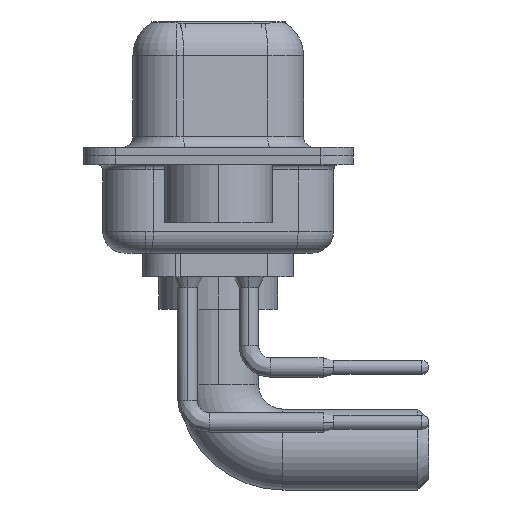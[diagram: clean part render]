
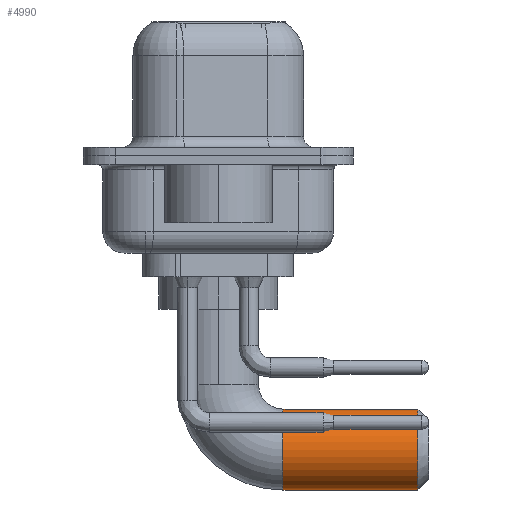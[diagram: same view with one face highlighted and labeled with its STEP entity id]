
A CAD part, left-side view. The second image highlights one B-rep face of the part: STEP entity #4990.
In plain terms, the highlighted cylindrical face has radius 1.875 mm (diameter 3.75 mm), a partial arc.
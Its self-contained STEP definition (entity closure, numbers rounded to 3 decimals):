
#394 = DIRECTION ( 'NONE',  ( -1., 0., 0. ) ) ;
#1195 = EDGE_CURVE ( 'NONE', #7426, #17737, #16538, .T. ) ;
#1417 = CARTESIAN_POINT ( 'NONE',  ( 0., -9.25, -6.5 ) ) ;
#3395 = ORIENTED_EDGE ( 'NONE', *, *, #9843, .T. ) ;
#4876 = CARTESIAN_POINT ( 'NONE',  ( 0., -3., -6.5 ) ) ;
#4990 = ADVANCED_FACE ( 'NONE', ( #7780 ), #5901, .T. ) ;
#5880 = VECTOR ( 'NONE', #11880, 1000. ) ;
#5901 = CYLINDRICAL_SURFACE ( 'NONE', #14529, 1.875 ) ;
#6163 = CARTESIAN_POINT ( 'NONE',  ( 0., -3., -8.375 ) ) ;
#6744 = CARTESIAN_POINT ( 'NONE',  ( 0., -3., -4.625 ) ) ;
#7426 = VERTEX_POINT ( 'NONE', #10323 ) ;
#7780 = FACE_OUTER_BOUND ( 'NONE', #15313, .T. ) ;
#7843 = CARTESIAN_POINT ( 'NONE',  ( 0., -9.25, -8.375 ) ) ;
#7893 = AXIS2_PLACEMENT_3D ( 'NONE', #11137, #16845, #394 ) ;
#8171 = ORIENTED_EDGE ( 'NONE', *, *, #17219, .T. ) ;
#8442 = VERTEX_POINT ( 'NONE', #13471 ) ;
#8562 = ORIENTED_EDGE ( 'NONE', *, *, #18362, .F. ) ;
#9843 = EDGE_CURVE ( 'NONE', #17737, #15680, #13282, .T. ) ;
#9938 = VECTOR ( 'NONE', #17981, 1000. ) ;
#10323 = CARTESIAN_POINT ( 'NONE',  ( 0., -3., -4.625 ) ) ;
#10705 = ORIENTED_EDGE ( 'NONE', *, *, #1195, .T. ) ;
#11137 = CARTESIAN_POINT ( 'NONE',  ( 0., -3., -6.5 ) ) ;
#11521 = DIRECTION ( 'NONE',  ( 0., 1., 0. ) ) ;
#11880 = DIRECTION ( 'NONE',  ( 0., -1., 0. ) ) ;
#11900 = DIRECTION ( 'NONE',  ( 0., 0., -1. ) ) ;
#13282 = LINE ( 'NONE', #6163, #5880 ) ;
#13471 = CARTESIAN_POINT ( 'NONE',  ( 0., -9.25, -4.625 ) ) ;
#14529 = AXIS2_PLACEMENT_3D ( 'NONE', #4876, #17419, #11900 ) ;
#15276 = LINE ( 'NONE', #6744, #9938 ) ;
#15313 = EDGE_LOOP ( 'NONE', ( #8562, #10705, #3395, #8171 ) ) ;
#15680 = VERTEX_POINT ( 'NONE', #7843 ) ;
#16235 = AXIS2_PLACEMENT_3D ( 'NONE', #1417, #11521, #17592 ) ;
#16254 = CIRCLE ( 'NONE', #16235, 1.875 ) ;
#16538 = CIRCLE ( 'NONE', #7893, 1.875 ) ;
#16845 = DIRECTION ( 'NONE',  ( 0., -1., 0. ) ) ;
#17219 = EDGE_CURVE ( 'NONE', #15680, #8442, #16254, .T. ) ;
#17419 = DIRECTION ( 'NONE',  ( 0., -1., 0. ) ) ;
#17592 = DIRECTION ( 'NONE',  ( 0., 0., -1. ) ) ;
#17737 = VERTEX_POINT ( 'NONE', #17826 ) ;
#17826 = CARTESIAN_POINT ( 'NONE',  ( 0., -3., -8.375 ) ) ;
#17981 = DIRECTION ( 'NONE',  ( 0., -1., 0. ) ) ;
#18362 = EDGE_CURVE ( 'NONE', #7426, #8442, #15276, .T. ) ;
